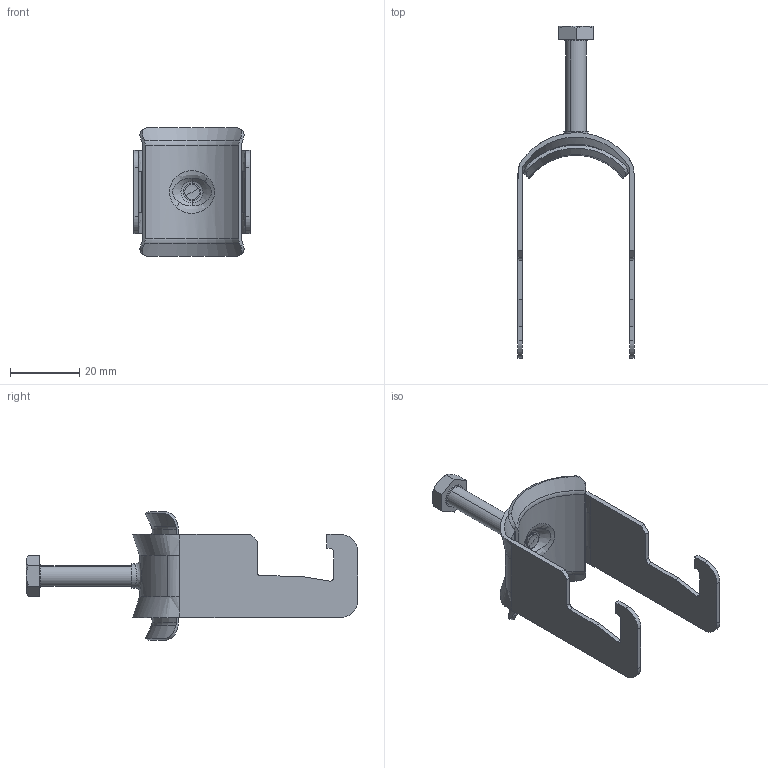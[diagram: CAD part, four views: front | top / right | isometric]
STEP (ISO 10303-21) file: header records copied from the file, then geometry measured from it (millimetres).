
FILE_DESCRIPTION (( 'STEP AP203' ), '1' );
FILE_NAME ('10-02-2179.STEP', '2013-05-06T06:52:13', ( 'asennus' ), ( '' ), 'SwSTEP 2.0', 'SolidWorks 2013', '' );
FILE_SCHEMA (( 'CONFIG_CONTROL_DESIGN' ));
Length unit declared in the file: millimetre
Products named in the file (1): 10-02-2179
Bounding box: 33.53 x 95.8 x 37 mm (x, y, z)
Volume: 6090.7 mm3; surface area: 10044.2 mm2
Topology: 3 solids, 3 shells, 220 faces, 588 edges, 389 vertices
Faces by surface type: plane 106, bspline 55, cylinder 31, cone 18, torus 10
Entity records: 11604 total; most frequent: CARTESIAN_POINT 6420, ORIENTED_EDGE 1172, DIRECTION 855, EDGE_CURVE 586, VERTEX_POINT 389, VECTOR 343, LINE 343, AXIS2_PLACEMENT_3D 256
